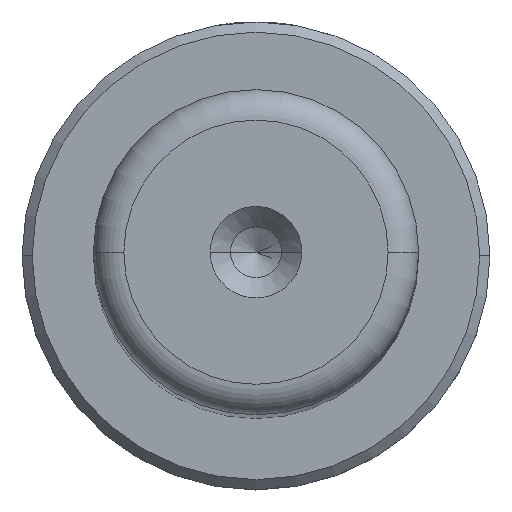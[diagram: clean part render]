
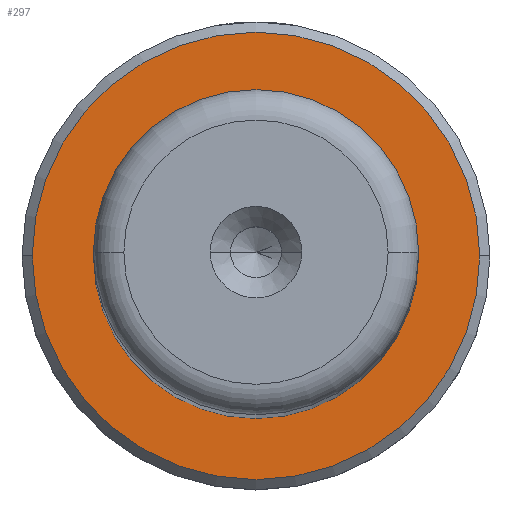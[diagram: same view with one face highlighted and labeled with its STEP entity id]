
A CAD part, top view. The second image highlights one B-rep face of the part: STEP entity #297.
In plain terms, the highlighted planar face has unit normal (0, 0, 1).
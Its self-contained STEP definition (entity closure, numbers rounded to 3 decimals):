
#39 = DIRECTION ( 'NONE',  ( 0., 0., -1. ) ) ;
#40 = ORIENTED_EDGE ( 'NONE', *, *, #1072, .T. ) ;
#57 = DIRECTION ( 'NONE',  ( 0., 0., 1. ) ) ;
#198 = CARTESIAN_POINT ( 'NONE',  ( -11., 0., 15. ) ) ;
#260 = CARTESIAN_POINT ( 'NONE',  ( 0., 0., 15. ) ) ;
#294 = DIRECTION ( 'NONE',  ( 0., 0., 1. ) ) ;
#297 = ADVANCED_FACE ( 'NONE', ( #1331, #1764 ), #762, .T. ) ;
#423 = DIRECTION ( 'NONE',  ( 1., 0., 0. ) ) ;
#427 = CARTESIAN_POINT ( 'NONE',  ( 11., 0., 15. ) ) ;
#479 = VERTEX_POINT ( 'NONE', #752 ) ;
#493 = EDGE_CURVE ( 'NONE', #958, #479, #1025, .T. ) ;
#501 = VERTEX_POINT ( 'NONE', #198 ) ;
#552 = AXIS2_PLACEMENT_3D ( 'NONE', #991, #39, #1156 ) ;
#632 = EDGE_CURVE ( 'NONE', #479, #958, #645, .T. ) ;
#640 = AXIS2_PLACEMENT_3D ( 'NONE', #1246, #294, #1413 ) ;
#645 = CIRCLE ( 'NONE', #1741, 7.495 ) ;
#694 = CIRCLE ( 'NONE', #885, 11. ) ;
#745 = DIRECTION ( 'NONE',  ( 0., 0., -1. ) ) ;
#752 = CARTESIAN_POINT ( 'NONE',  ( 7.495, 0., 15. ) ) ;
#762 = PLANE ( 'NONE',  #640 ) ;
#877 = ORIENTED_EDGE ( 'NONE', *, *, #1937, .T. ) ;
#885 = AXIS2_PLACEMENT_3D ( 'NONE', #260, #1382, #423 ) ;
#937 = ORIENTED_EDGE ( 'NONE', *, *, #493, .T. ) ;
#958 = VERTEX_POINT ( 'NONE', #2034 ) ;
#991 = CARTESIAN_POINT ( 'NONE',  ( 0., 0., 15. ) ) ;
#1007 = CARTESIAN_POINT ( 'NONE',  ( 0., 0., 15. ) ) ;
#1025 = CIRCLE ( 'NONE', #552, 7.495 ) ;
#1072 = EDGE_CURVE ( 'NONE', #1258, #501, #694, .T. ) ;
#1156 = DIRECTION ( 'NONE',  ( -1., 0., 0. ) ) ;
#1173 = DIRECTION ( 'NONE',  ( 1., 0., 0. ) ) ;
#1234 = EDGE_LOOP ( 'NONE', ( #877, #40 ) ) ;
#1246 = CARTESIAN_POINT ( 'NONE',  ( 0., 0., 15. ) ) ;
#1258 = VERTEX_POINT ( 'NONE', #427 ) ;
#1331 = FACE_OUTER_BOUND ( 'NONE', #1234, .T. ) ;
#1348 = EDGE_LOOP ( 'NONE', ( #937, #1507 ) ) ;
#1382 = DIRECTION ( 'NONE',  ( 0., 0., 1. ) ) ;
#1413 = DIRECTION ( 'NONE',  ( 1., 0., 0. ) ) ;
#1422 = CIRCLE ( 'NONE', #1851, 11. ) ;
#1507 = ORIENTED_EDGE ( 'NONE', *, *, #632, .T. ) ;
#1706 = CARTESIAN_POINT ( 'NONE',  ( 0., 0., 15. ) ) ;
#1741 = AXIS2_PLACEMENT_3D ( 'NONE', #1706, #745, #1873 ) ;
#1764 = FACE_BOUND ( 'NONE', #1348, .T. ) ;
#1851 = AXIS2_PLACEMENT_3D ( 'NONE', #1007, #57, #1173 ) ;
#1873 = DIRECTION ( 'NONE',  ( -1., 0., 0. ) ) ;
#1937 = EDGE_CURVE ( 'NONE', #501, #1258, #1422, .T. ) ;
#2034 = CARTESIAN_POINT ( 'NONE',  ( -7.495, 0., 15. ) ) ;
